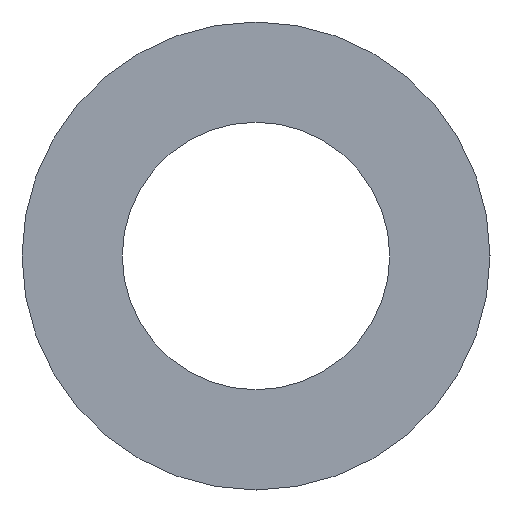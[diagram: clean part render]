
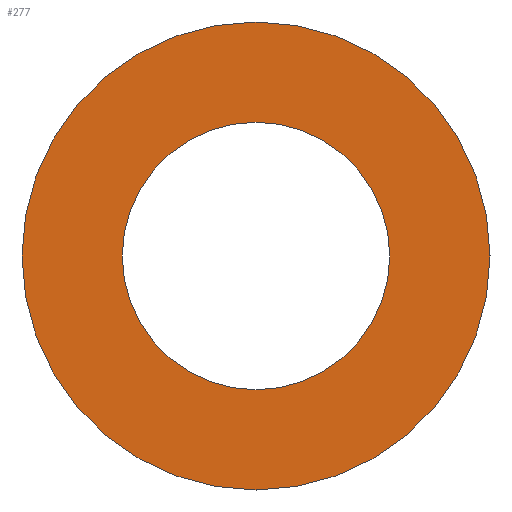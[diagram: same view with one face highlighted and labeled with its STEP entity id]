
A CAD part, front view. The second image highlights one B-rep face of the part: STEP entity #277.
In plain terms, the highlighted planar face has unit normal (0, -1, 0).
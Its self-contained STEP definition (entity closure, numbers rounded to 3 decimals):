
#4 = CIRCLE ( 'NONE', #58, 2. ) ;
#26 = CIRCLE ( 'NONE', #35, 3.5 ) ;
#35 = AXIS2_PLACEMENT_3D ( 'NONE', #319, #318, #317 ) ;
#45 = AXIS2_PLACEMENT_3D ( 'NONE', #293, #292, #291 ) ;
#58 = AXIS2_PLACEMENT_3D ( 'NONE', #289, #288, #287 ) ;
#63 = CIRCLE ( 'NONE', #45, 3.5 ) ;
#64 = AXIS2_PLACEMENT_3D ( 'NONE', #164, #157, #156 ) ;
#67 = AXIS2_PLACEMENT_3D ( 'NONE', #314, #313, #312 ) ;
#69 = CIRCLE ( 'NONE', #67, 2. ) ;
#143 = CARTESIAN_POINT ( 'NONE',  ( 0., 0., 3.5 ) ) ;
#145 = CARTESIAN_POINT ( 'NONE',  ( 0., 0., -3.5 ) ) ;
#151 = CARTESIAN_POINT ( 'NONE',  ( 0., 0., 2. ) ) ;
#155 = CARTESIAN_POINT ( 'NONE',  ( 0., 0., -2. ) ) ;
#156 = DIRECTION ( 'NONE',  ( 0., 0., 1. ) ) ;
#157 = DIRECTION ( 'NONE',  ( 0., 1., 0. ) ) ;
#158 = PLANE ( 'NONE',  #64 ) ;
#159 = FACE_BOUND ( 'NONE', #363, .T. ) ;
#160 = FACE_OUTER_BOUND ( 'NONE', #364, .T. ) ;
#164 = CARTESIAN_POINT ( 'NONE',  ( 2., 0., 0. ) ) ;
#237 = EDGE_CURVE ( 'NONE', #402, #399, #26, .T. ) ;
#238 = EDGE_CURVE ( 'NONE', #393, #396, #69, .T. ) ;
#246 = EDGE_CURVE ( 'NONE', #399, #402, #63, .T. ) ;
#247 = EDGE_CURVE ( 'NONE', #396, #393, #4, .T. ) ;
#277 = ADVANCED_FACE ( 'NONE', ( #160, #159 ), #158, .F. ) ;
#287 = DIRECTION ( 'NONE',  ( 0., 0., 1. ) ) ;
#288 = DIRECTION ( 'NONE',  ( 0., 1., 0. ) ) ;
#289 = CARTESIAN_POINT ( 'NONE',  ( 0., 0., 0. ) ) ;
#291 = DIRECTION ( 'NONE',  ( 0., 0., 1. ) ) ;
#292 = DIRECTION ( 'NONE',  ( 0., 1., 0. ) ) ;
#293 = CARTESIAN_POINT ( 'NONE',  ( 0., 0., 0. ) ) ;
#312 = DIRECTION ( 'NONE',  ( 0., 0., 1. ) ) ;
#313 = DIRECTION ( 'NONE',  ( 0., 1., 0. ) ) ;
#314 = CARTESIAN_POINT ( 'NONE',  ( 0., 0., 0. ) ) ;
#317 = DIRECTION ( 'NONE',  ( 0., 0., 1. ) ) ;
#318 = DIRECTION ( 'NONE',  ( 0., 1., 0. ) ) ;
#319 = CARTESIAN_POINT ( 'NONE',  ( 0., 0., 0. ) ) ;
#363 = EDGE_LOOP ( 'NONE', ( #439, #437 ) ) ;
#364 = EDGE_LOOP ( 'NONE', ( #441, #438 ) ) ;
#393 = VERTEX_POINT ( 'NONE', #155 ) ;
#396 = VERTEX_POINT ( 'NONE', #151 ) ;
#399 = VERTEX_POINT ( 'NONE', #145 ) ;
#402 = VERTEX_POINT ( 'NONE', #143 ) ;
#437 = ORIENTED_EDGE ( 'NONE', *, *, #238, .T. ) ;
#438 = ORIENTED_EDGE ( 'NONE', *, *, #246, .F. ) ;
#439 = ORIENTED_EDGE ( 'NONE', *, *, #247, .T. ) ;
#441 = ORIENTED_EDGE ( 'NONE', *, *, #237, .F. ) ;
